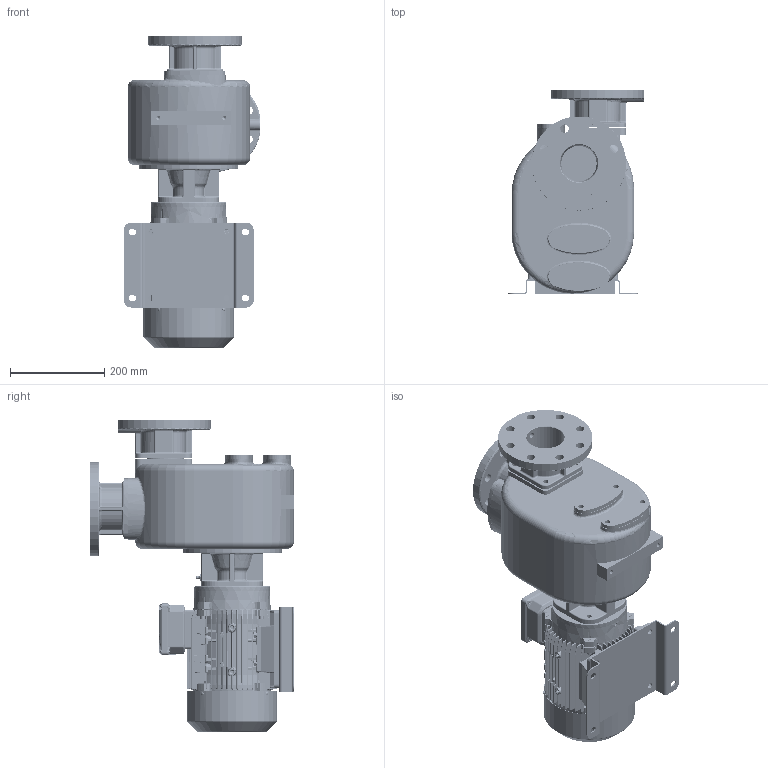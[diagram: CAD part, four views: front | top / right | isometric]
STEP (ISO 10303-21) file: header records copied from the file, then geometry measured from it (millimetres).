
FILE_DESCRIPTION((''),'2;1');
FILE_NAME('S_80_T_F','2017-07-26T',('Nicola'),(''),'CREO PARAMETRIC BY PTC INC, 2017020','CREO PARAMETRIC BY PTC INC, 2017020','');
FILE_SCHEMA(('CONFIG_CONTROL_DESIGN'));
Products named in the file (1): S_80_T_F
Bounding box: 288.5 x 434 x 660.75 mm (x, y, z)
Volume: 23469859.1 mm3; surface area: 1471035.6 mm2
Topology: 5 solids, 5 shells, 6075 faces, 16178 edges, 10042 vertices
Faces by surface type: cylinder 2067, plane 1857, bspline 1012, cone 632, torus 340, extrusion 86, sphere 81
Entity records: 300754 total; most frequent: CARTESIAN_POINT 160569, ORIENTED_EDGE 31978, DIRECTION 25214, EDGE_CURVE 15989, VERTEX_POINT 10034, AXIS2_PLACEMENT_3D 9491, EDGE_LOOP 6573, VECTOR 6232
